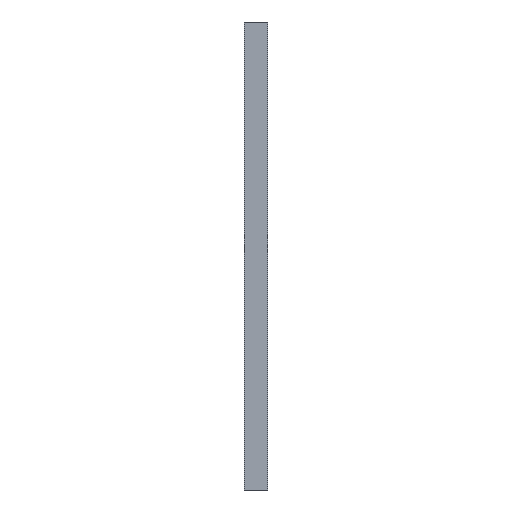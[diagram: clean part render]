
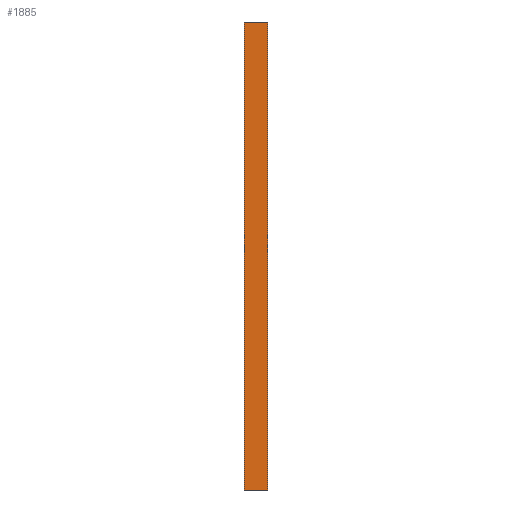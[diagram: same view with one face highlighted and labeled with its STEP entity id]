
A CAD part, left-side view. The second image highlights one B-rep face of the part: STEP entity #1885.
In plain terms, the highlighted planar face has unit normal (-1, 0, 0).
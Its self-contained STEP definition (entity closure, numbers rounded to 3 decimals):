
#112=LINE('',#3171,#284);
#118=LINE('',#3183,#290);
#119=LINE('',#3185,#291);
#120=LINE('',#3187,#292);
#284=VECTOR('',#2578,1000.);
#290=VECTOR('',#2588,1000.);
#291=VECTOR('',#2591,1000.);
#292=VECTOR('',#2592,1000.);
#409=PLANE('',#2181);
#716=ORIENTED_EDGE('',*,*,#1109,.F.);
#717=ORIENTED_EDGE('',*,*,#1108,.F.);
#718=ORIENTED_EDGE('',*,*,#1102,.T.);
#719=ORIENTED_EDGE('',*,*,#1110,.T.);
#1102=EDGE_CURVE('',#1323,#1322,#112,.T.);
#1108=EDGE_CURVE('',#1323,#1326,#118,.T.);
#1109=EDGE_CURVE('',#1326,#1327,#119,.T.);
#1110=EDGE_CURVE('',#1322,#1327,#120,.T.);
#1322=VERTEX_POINT('',#3170);
#1323=VERTEX_POINT('',#3172);
#1326=VERTEX_POINT('',#3182);
#1327=VERTEX_POINT('',#3186);
#1571=EDGE_LOOP('',(#716,#717,#718,#719));
#1713=FACE_BOUND('',#1571,.T.);
#1885=ADVANCED_FACE('',(#1713),#409,.T.);
#2181=AXIS2_PLACEMENT_3D('',#3184,#2589,#2590);
#2578=DIRECTION('',(0.,0.,1.));
#2588=DIRECTION('',(0.,1.,0.));
#2589=DIRECTION('',(-1.,0.,0.));
#2590=DIRECTION('',(0.,0.,1.));
#2591=DIRECTION('',(0.,0.,1.));
#2592=DIRECTION('',(0.,1.,0.));
#3170=CARTESIAN_POINT('',(-1.7,-0.1,0.98));
#3171=CARTESIAN_POINT('',(-1.7,-0.1,-0.98));
#3172=CARTESIAN_POINT('',(-1.7,-0.1,-0.98));
#3182=CARTESIAN_POINT('',(-1.7,0.,-0.98));
#3183=CARTESIAN_POINT('',(-1.7,-0.1,-0.98));
#3184=CARTESIAN_POINT('',(-1.7,-0.1,-0.98));
#3185=CARTESIAN_POINT('',(-1.7,0.,-0.98));
#3186=CARTESIAN_POINT('',(-1.7,0.,0.98));
#3187=CARTESIAN_POINT('',(-1.7,-0.1,0.98));
